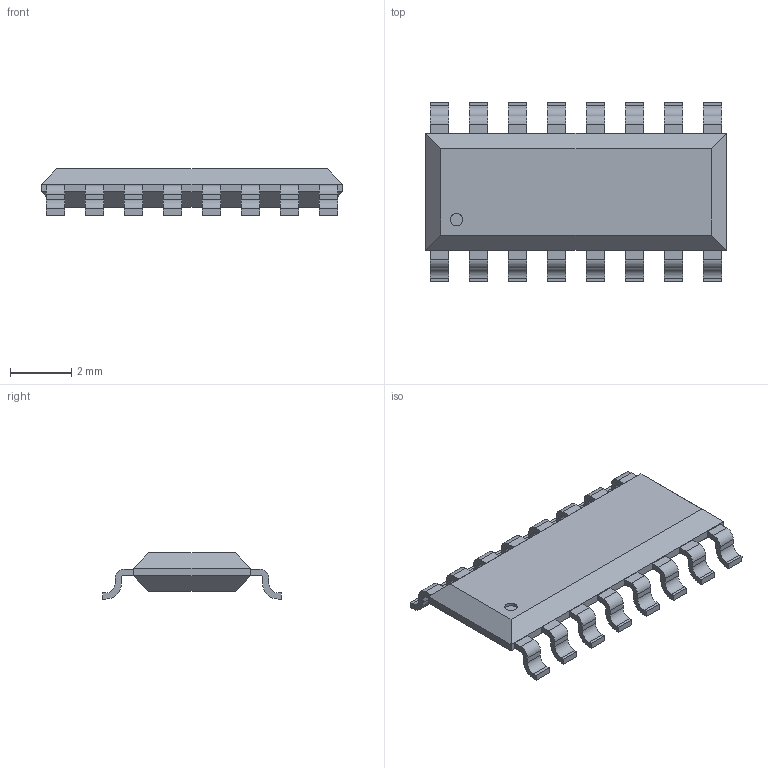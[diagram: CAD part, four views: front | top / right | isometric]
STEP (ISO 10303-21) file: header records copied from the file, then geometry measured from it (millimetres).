
FILE_DESCRIPTION (( 'STEP AP214' ), '1' );
FILE_NAME ('SSOP16.STEP', '2012-08-23T02:25:30', ( 'User' ), ( 'Microsoft' ), 'SwSTEP 2.0', 'SolidWorks 2011', '' );
FILE_SCHEMA (( 'AUTOMOTIVE_DESIGN' ));
Length unit declared in the file: millimetre
Products named in the file (1): SSOP16
Bounding box: 9.8 x 5.81 x 1.51 mm (x, y, z)
Volume: 43.1 mm3; surface area: 131 mm2
Topology: 1 solids, 1 shells, 225 faces, 610 edges, 404 vertices
Faces by surface type: plane 159, cylinder 66
Entity records: 7240 total; most frequent: CARTESIAN_POINT 1240, ORIENTED_EDGE 1220, DIRECTION 1194, EDGE_CURVE 610, VECTOR 478, LINE 478, VERTEX_POINT 404, AXIS2_PLACEMENT_3D 358
